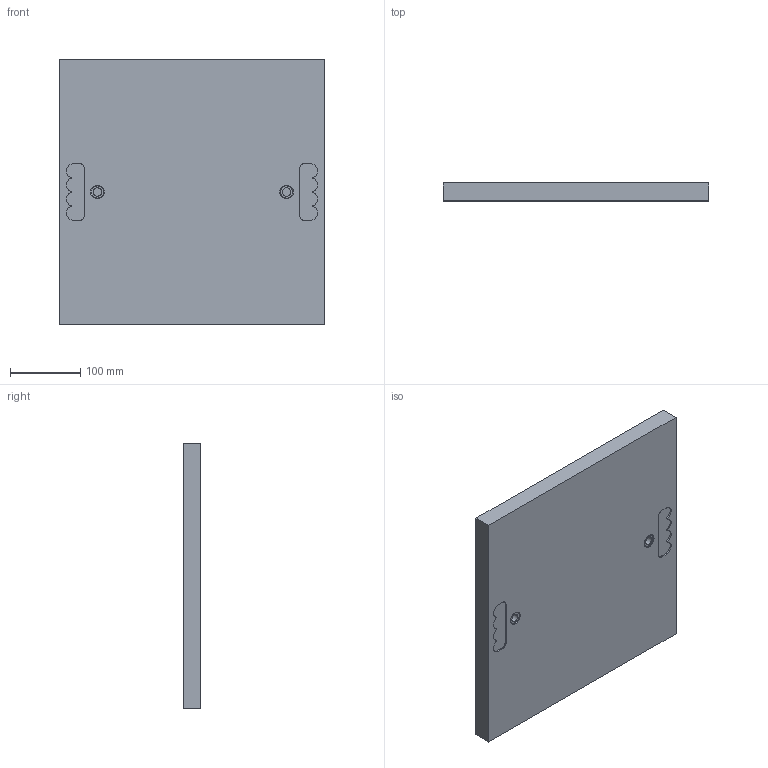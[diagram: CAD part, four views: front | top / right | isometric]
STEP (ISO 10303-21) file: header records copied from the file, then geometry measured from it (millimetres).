
FILE_DESCRIPTION (( 'STEP AP203' ), '1' );
FILE_NAME ('45135.STEP', '2015-12-21T15:31:31', ( 'tkrafton' ), ( 'Microsoft' ), 'SwSTEP 2.0', 'SolidWorks 2015', '' );
FILE_SCHEMA (( 'CONFIG_CONTROL_DESIGN' ));
Length unit declared in the file: inch
Products named in the file (3): 45135; 451351_451351; 450701_450701
Assembly tree (3 placements, depth 2):
  45135
    451351_451351
    450701_450701  x2
Bounding box: 378.46 x 25.4 x 378.46 mm (x, y, z)
Volume: 3627203.6 mm3; surface area: 330065 mm2
Topology: 3 solids, 3 shells, 72 faces, 164 edges, 104 vertices
Faces by surface type: cylinder 34, plane 22, cone 12, torus 4
Entity records: 2003 total; most frequent: DIRECTION 328, CARTESIAN_POINT 283, ORIENTED_EDGE 268, EDGE_CURVE 134, AXIS2_PLACEMENT_3D 131, VERTEX_POINT 86, CIRCLE 68, VECTOR 66
